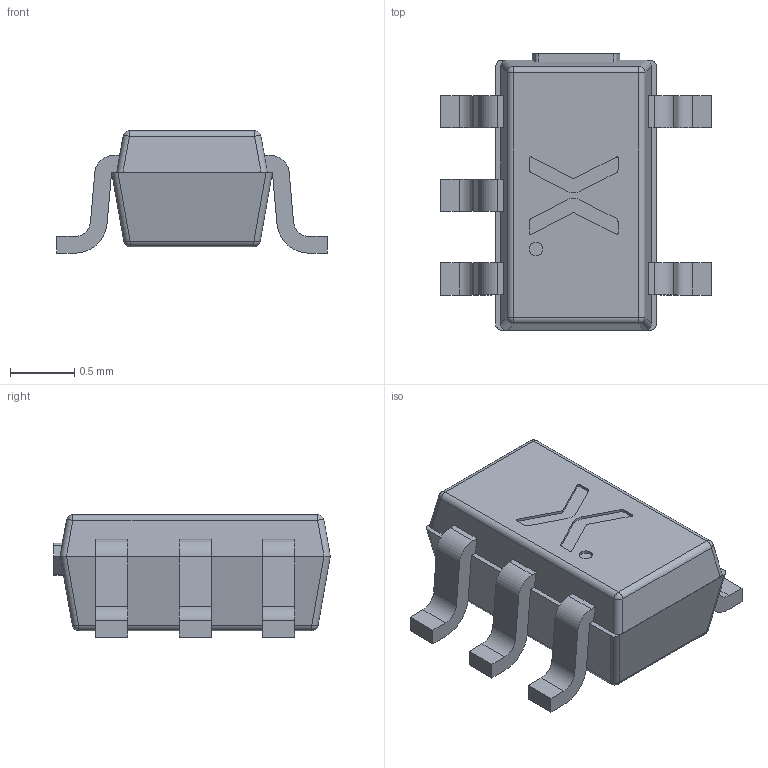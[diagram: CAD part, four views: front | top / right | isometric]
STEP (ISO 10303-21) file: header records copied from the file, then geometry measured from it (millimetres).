
FILE_DESCRIPTION(/* description */ (''),/* implementation_level */ '2;1');
FILE_NAME(/* name */ 'Nexperia_SOT353-1.official.step',/* time_stamp */ '2022-02-13T14:39:55+10:00',/* author */ (''),/* organization */ (''),/* preprocessor_version */ 'ST-DEVELOPER v18.1',/* originating_system */ 'Autodesk Translation Framework v10.13.0.1454',/* authorisation */ '');
FILE_SCHEMA (('AUTOMOTIVE_DESIGN { 1 0 10303 214 3 1 1 }'));
Length unit declared in the file: millimetre
Products named in the file (4): NXP_SOT353-1; SOT353-1 Lower body; SOT353-1 Upper body; SOT353-1 Lead
Assembly tree (7 placements, depth 2):
  NXP_SOT353-1
    SOT353-1 Lower body
    SOT353-1 Lead  x5
    SOT353-1 Upper body
Bounding box: 2.1 x 2.15 x 0.95 mm (x, y, z)
Volume: 2.2 mm3; surface area: 19.1 mm2
Topology: 7 solids, 7 shells, 159 faces, 410 edges, 260 vertices
Faces by surface type: plane 105, cylinder 46, sphere 8
Full cylindrical faces by diameter (mm): 0.104 x1
Entity records: 3351 total; most frequent: DIRECTION 574, CARTESIAN_POINT 560, ORIENTED_EDGE 540, EDGE_CURVE 270, LINE 202, VECTOR 202, AXIS2_PLACEMENT_3D 186, VERTEX_POINT 172
